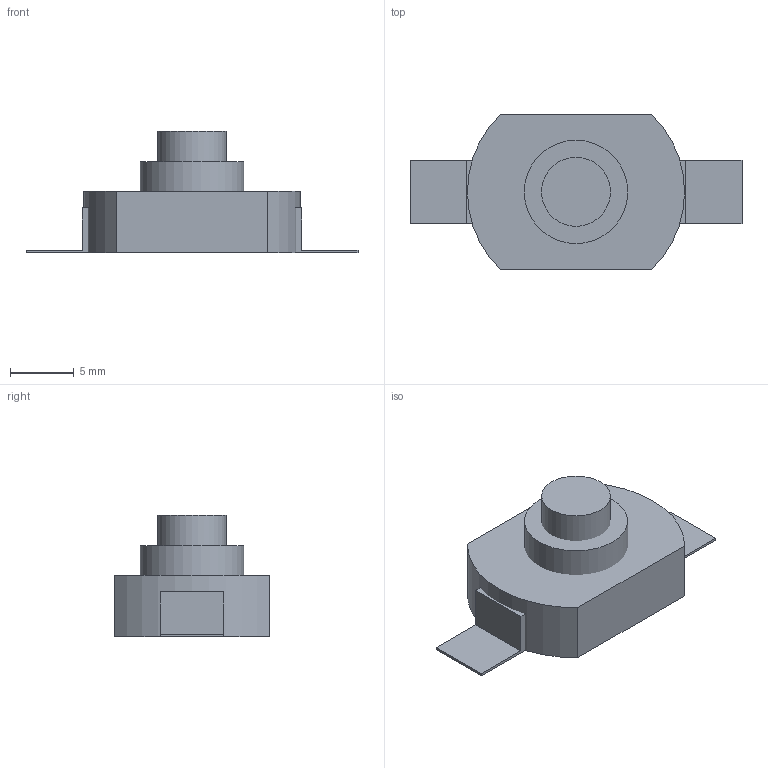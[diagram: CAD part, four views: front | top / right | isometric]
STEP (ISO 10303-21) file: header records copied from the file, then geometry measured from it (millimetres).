
FILE_DESCRIPTION(('FreeCAD Model'),'2;1');
FILE_NAME('Open CASCADE Shape Model','2022-04-05T15:21:34',('Author'),( ''),'Open CASCADE STEP processor 7.4','FreeCAD','Unknown');
FILE_SCHEMA(('AUTOMOTIVE_DESIGN { 1 0 10303 214 1 1 1 1 }'));
Length unit declared in the file: millimetre
Products named in the file (7): Unnamed; Cut001; Cylinder001; Cylinder002; Cut002; Cut003; Part
Assembly tree (11 placements, depth 3):
  Unnamed
    Cut001
    Cylinder001
    Cylinder002
    Cut002
    Cut003
    Part
      Cut001
      Cylinder001
      Cylinder002
      Cut002
      Cut003
Bounding box: 26 x 12.2 x 9.5 mm (x, y, z)
Volume: 3030.1 mm3; surface area: 2585.3 mm2
Topology: 10 solids, 10 shells, 58 faces, 114 edges, 76 vertices
Faces by surface type: plane 48, cylinder 10
Full cylindrical faces by diameter (mm): 5.4 x2, 8.1 x2
Entity records: 1669 total; most frequent: CARTESIAN_POINT 266, DIRECTION 247, LINE 135, VECTOR 135, ORIENTED_EDGE 114, PCURVE 114, DEFINITIONAL_REPRESENTATION 114, EDGE_CURVE 57
